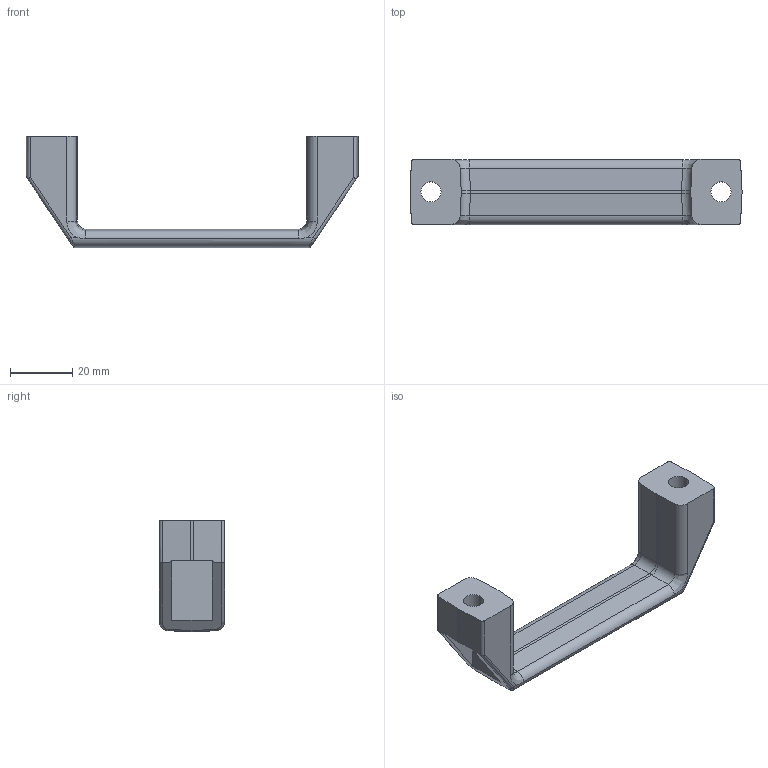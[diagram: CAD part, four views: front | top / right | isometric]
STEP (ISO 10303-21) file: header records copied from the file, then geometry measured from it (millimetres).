
FILE_DESCRIPTION((''),'2;1');
FILE_NAME('12076_ROCAJ_L-107_CRN_KPL_ASM','2022-09-19T07:48:00',('PredragRovcanin'),('Audax d.o.o.'),'CREO PARAMETRIC BY PTC INC, 2020281','CREO PARAMETRIC BY PTC INC, 2020281','');
FILE_SCHEMA(('AP242_MANAGED_MODEL_BASED_3D_ENGINEERING_MIM_LF { 1 0 10303 442 1 1 4 }'));
Length unit declared in the file: millimetre
Products named in the file (2): 12076_ROCAJ_PA_L107_CRN; 12076_ROCAJ_L-107_CRN_KPL_ASM
Assembly tree (1 placements, depth 2):
  12076_ROCAJ_L-107_CRN_KPL_ASM
    12076_ROCAJ_PA_L107_CRN
Bounding box: 107 x 21 x 36 mm (x, y, z)
Volume: 20047.1 mm3; surface area: 9827.1 mm2
Topology: 1 solids, 1 shells, 80 faces, 209 edges, 142 vertices
Faces by surface type: plane 36, cylinder 36, bspline 8
Entity records: 4155 total; most frequent: CARTESIAN_POINT 1075, ORIENTED_EDGE 400, DIRECTION 369, COLOUR_RGB 321, PRESENTATION_STYLE_ASSIGNMENT 212, STYLED_ITEM 212, CURVE_STYLE 211, EDGE_CURVE 200
